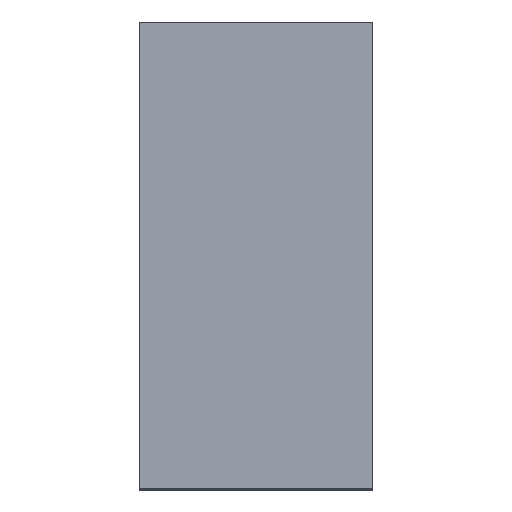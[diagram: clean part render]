
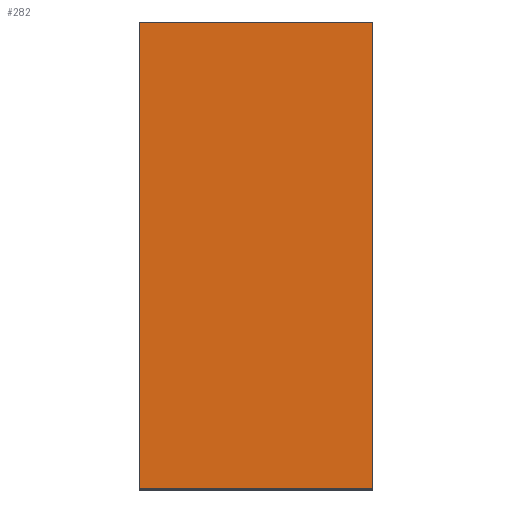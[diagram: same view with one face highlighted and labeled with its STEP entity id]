
A CAD part, top view. The second image highlights one B-rep face of the part: STEP entity #282.
In plain terms, the highlighted planar face has unit normal (0, 0, 1).
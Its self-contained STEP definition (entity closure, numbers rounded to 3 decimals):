
#14 = DIRECTION ( 'NONE',  ( 1., 0., 0. ) ) ;
#56 = ORIENTED_EDGE ( 'NONE', *, *, #738, .T. ) ;
#183 = EDGE_CURVE ( 'NONE', #466, #450, #260, .T. ) ;
#191 = VECTOR ( 'NONE', #328, 1000. ) ;
#192 = DIRECTION ( 'NONE',  ( 0., -1., 0. ) ) ;
#260 = LINE ( 'NONE', #569, #640 ) ;
#262 = CARTESIAN_POINT ( 'NONE',  ( 0., 2000., 75. ) ) ;
#275 = EDGE_CURVE ( 'NONE', #675, #662, #682, .T. ) ;
#282 = ADVANCED_FACE ( 'NONE', ( #283 ), #674, .T. ) ;
#283 = FACE_OUTER_BOUND ( 'NONE', #389, .T. ) ;
#328 = DIRECTION ( 'NONE',  ( 0., -1., 0. ) ) ;
#350 = VECTOR ( 'NONE', #366, 1000. ) ;
#366 = DIRECTION ( 'NONE',  ( 1., 0., 0. ) ) ;
#389 = EDGE_LOOP ( 'NONE', ( #743, #550, #56, #877 ) ) ;
#450 = VERTEX_POINT ( 'NONE', #873 ) ;
#466 = VERTEX_POINT ( 'NONE', #773 ) ;
#524 = LINE ( 'NONE', #1011, #759 ) ;
#550 = ORIENTED_EDGE ( 'NONE', *, *, #275, .F. ) ;
#569 = CARTESIAN_POINT ( 'NONE',  ( -1000., 6., 75. ) ) ;
#640 = VECTOR ( 'NONE', #14, 1000. ) ;
#662 = VERTEX_POINT ( 'NONE', #262 ) ;
#674 = PLANE ( 'NONE',  #955 ) ;
#675 = VERTEX_POINT ( 'NONE', #923 ) ;
#682 = LINE ( 'NONE', #755, #350 ) ;
#738 = EDGE_CURVE ( 'NONE', #675, #466, #524, .T. ) ;
#743 = ORIENTED_EDGE ( 'NONE', *, *, #958, .F. ) ;
#749 = DIRECTION ( 'NONE',  ( 0., -1., 0. ) ) ;
#755 = CARTESIAN_POINT ( 'NONE',  ( -1000., 2000., 75. ) ) ;
#759 = VECTOR ( 'NONE', #749, 1000. ) ;
#773 = CARTESIAN_POINT ( 'NONE',  ( -1000., 6., 75. ) ) ;
#819 = CARTESIAN_POINT ( 'NONE',  ( 0., 2000., 75. ) ) ;
#873 = CARTESIAN_POINT ( 'NONE',  ( 0., 6., 75. ) ) ;
#877 = ORIENTED_EDGE ( 'NONE', *, *, #183, .T. ) ;
#923 = CARTESIAN_POINT ( 'NONE',  ( -1000., 2000., 75. ) ) ;
#924 = CARTESIAN_POINT ( 'NONE',  ( -1000., 2000., 75. ) ) ;
#938 = DIRECTION ( 'NONE',  ( 0., 0., 1. ) ) ;
#955 = AXIS2_PLACEMENT_3D ( 'NONE', #924, #938, #192 ) ;
#958 = EDGE_CURVE ( 'NONE', #662, #450, #977, .T. ) ;
#977 = LINE ( 'NONE', #819, #191 ) ;
#1011 = CARTESIAN_POINT ( 'NONE',  ( -1000., 2000., 75. ) ) ;
